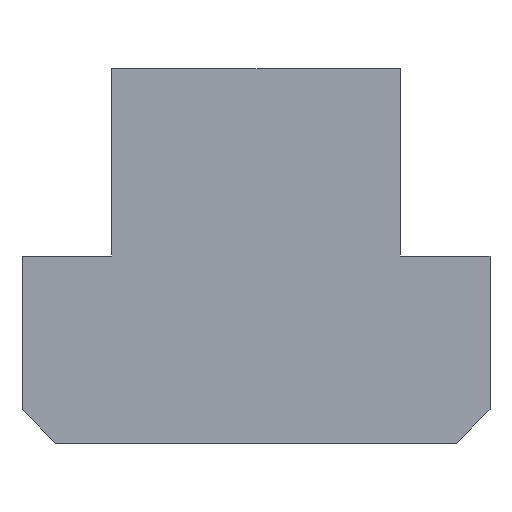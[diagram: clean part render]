
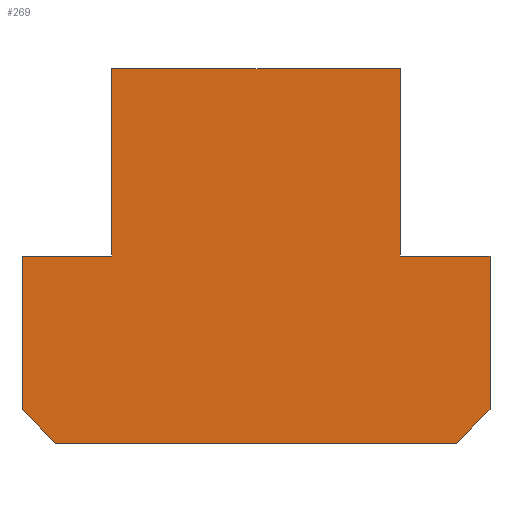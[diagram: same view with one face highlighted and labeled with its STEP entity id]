
A CAD part, front view. The second image highlights one B-rep face of the part: STEP entity #269.
In plain terms, the highlighted planar face has unit normal (0, -1, 0).
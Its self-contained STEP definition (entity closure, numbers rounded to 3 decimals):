
#123=EDGE_CURVE('',#143,#249,#311,.T.);
#131=EDGE_CURVE('',#165,#143,#319,.T.);
#135=EDGE_CURVE('',#201,#261,#324,.T.);
#143=VERTEX_POINT('',#332);
#155=EDGE_CURVE('',#261,#165,#344,.T.);
#165=VERTEX_POINT('',#354);
#179=EDGE_CURVE('',#205,#201,#369,.T.);
#193=EDGE_CURVE('',#221,#205,#385,.T.);
#201=VERTEX_POINT('',#394);
#205=VERTEX_POINT('',#398);
#217=EDGE_CURVE('',#239,#221,#411,.T.);
#221=VERTEX_POINT('',#415);
#231=EDGE_CURVE('',#263,#239,#426,.T.);
#239=VERTEX_POINT('',#434);
#243=EDGE_CURVE('',#249,#257,#438,.T.);
#249=VERTEX_POINT('',#446);
#253=EDGE_CURVE('',#257,#263,#451,.T.);
#257=VERTEX_POINT('',#455);
#261=VERTEX_POINT('',#459);
#263=VERTEX_POINT('',#461);
#269=ADVANCED_FACE('',(#467),#468,.T.);
#311=LINE('',#502,#503);
#319=LINE('',#513,#514);
#324=LINE('',#520,#521);
#332=CARTESIAN_POINT('',(17.5,-17.5,0.0));
#344=LINE('',#551,#552);
#354=CARTESIAN_POINT('',(10.8,-17.5,0.0));
#369=LINE('',#587,#588);
#385=LINE('',#609,#610);
#394=CARTESIAN_POINT('',(-10.8,-17.5,14.0));
#398=CARTESIAN_POINT('',(-10.8,-17.5,0.0));
#411=LINE('',#647,#648);
#415=CARTESIAN_POINT('',(-17.5,-17.5,0.0));
#426=LINE('',#668,#669);
#434=CARTESIAN_POINT('',(-17.5,-17.5,-11.5));
#438=LINE('',#690,#691);
#446=CARTESIAN_POINT('',(17.5,-17.5,-11.5));
#451=LINE('',#705,#706);
#455=CARTESIAN_POINT('',(15.,-17.5,-14.0));
#459=CARTESIAN_POINT('',(10.8,-17.5,14.0));
#461=CARTESIAN_POINT('',(-15.,-17.5,-14.0));
#467=FACE_OUTER_BOUND('',#730,.T.);
#468=PLANE('',#731);
#502=CARTESIAN_POINT('',(17.5,-17.5,-11.5));
#503=VECTOR('',#784,1.0);
#513=CARTESIAN_POINT('',(17.5,-17.5,0.0));
#514=VECTOR('',#787,1.0);
#520=CARTESIAN_POINT('',(10.8,-17.5,14.0));
#521=VECTOR('',#796,1.0);
#551=CARTESIAN_POINT('',(10.8,-17.5,0.0));
#552=VECTOR('',#804,1.0);
#587=CARTESIAN_POINT('',(-10.8,-17.5,14.0));
#588=VECTOR('',#825,1.0);
#609=CARTESIAN_POINT('',(-10.8,-17.5,0.0));
#610=VECTOR('',#844,1.0);
#647=CARTESIAN_POINT('',(-17.5,-17.5,0.0));
#648=VECTOR('',#871,1.0);
#668=CARTESIAN_POINT('',(-17.5,-17.5,-11.5));
#669=VECTOR('',#882,1.0);
#690=CARTESIAN_POINT('',(15.,-17.5,-14.0));
#691=VECTOR('',#887,1.0);
#705=CARTESIAN_POINT('',(-15.,-17.5,-14.0));
#706=VECTOR('',#906,1.0);
#730=EDGE_LOOP('',(#912,#913,#914,#915,#916,#917,#918,#919,#920,#921));
#731=AXIS2_PLACEMENT_3D('',#922,#923,#924);
#784=DIRECTION('',(0.0,0.,-1.0));
#787=DIRECTION('',(1.0,0.0,0.0));
#796=DIRECTION('',(1.0,0.0,0.0));
#804=DIRECTION('',(0.0,0.,-1.0));
#825=DIRECTION('',(0.0,0.,1.0));
#844=DIRECTION('',(1.0,0.0,0.0));
#871=DIRECTION('',(0.0,0.,1.0));
#882=DIRECTION('',(-0.707,0.,0.707));
#887=DIRECTION('',(-0.707,0.,-0.707));
#906=DIRECTION('',(-1.0,0.0,0.0));
#912=ORIENTED_EDGE('',*,*,#243,.F.);
#913=ORIENTED_EDGE('',*,*,#123,.F.);
#914=ORIENTED_EDGE('',*,*,#131,.F.);
#915=ORIENTED_EDGE('',*,*,#155,.F.);
#916=ORIENTED_EDGE('',*,*,#135,.F.);
#917=ORIENTED_EDGE('',*,*,#179,.F.);
#918=ORIENTED_EDGE('',*,*,#193,.F.);
#919=ORIENTED_EDGE('',*,*,#217,.F.);
#920=ORIENTED_EDGE('',*,*,#231,.F.);
#921=ORIENTED_EDGE('',*,*,#253,.F.);
#922=CARTESIAN_POINT('',(0.,-17.5,-1.17));
#923=DIRECTION('',(0.0,-1.0,0.));
#924=DIRECTION('',(1.0,0.0,0.0));
